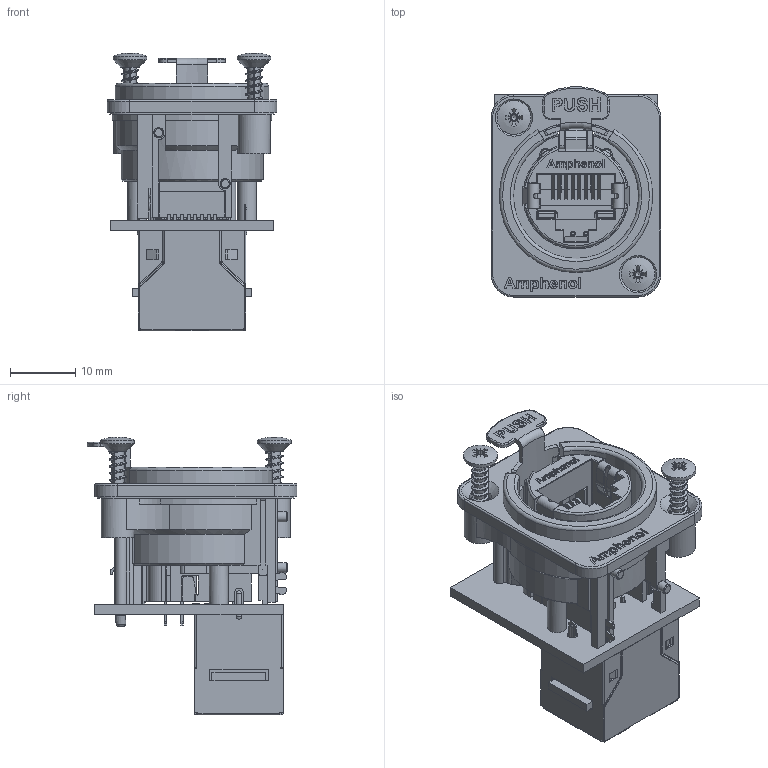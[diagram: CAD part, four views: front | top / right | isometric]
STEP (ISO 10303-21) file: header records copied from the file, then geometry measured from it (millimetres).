
FILE_DESCRIPTION((''),'2;1');
FILE_NAME('RJX8FD5T.stp','2016-12-21T09:38:12',('thien'),(''),'Autodesk Inventor 2012','Autodesk Inventor 2012','');
FILE_SCHEMA(('CONFIG_CONTROL_DESIGN'));
Length unit declared in the file: millimetre
Products named in the file (18): XLRnet D shell feed through; 53480107-330; 51270129-530; 52590045-730-02; 52080006-331; 50300303-030; 51560113-930; 50300362-030; 50300374-030; 50300303-030_MIR; 51560116-930; ALR-C104-000-0X-REV1_ALR-C104-000-00FT; RJHSE3387_Without boardlocks; RJHS238021_Without Boardlocks; CONTACT SHORT LONG; CONTACT SHORT short; RJHS238401; 52500011-330
Assembly tree (24 placements, depth 4):
  XLRnet D shell feed through
    53480107-330
    51270129-530
    52590045-730-02
    52080006-331
    50300303-030
    51560113-930
    50300362-030
    50300374-030
    50300303-030_MIR
    51560116-930
      ALR-C104-000-0X-REV1_ALR-C104-000-00FT
      RJHSE3387_Without boardlocks
        RJHS238021_Without Boardlocks
        CONTACT SHORT LONG  x4
        CONTACT SHORT short  x4
        RJHS238401
    52500011-330  x2
Bounding box: 26 x 32.18 x 42.57 mm (x, y, z)
Volume: 7940.4 mm3; surface area: 17029.2 mm2
Topology: 22 solids, 22 shells, 3808 faces, 10145 edges, 6447 vertices
Faces by surface type: plane 2210, bspline 719, cylinder 690, cone 95, torus 71, sphere 23
Full cylindrical faces by diameter (mm): 0.8 x16, 1.2 x1, 1.5 x2, 1.55 x4, 1.6 x4, 1.7 x2, 2.9 x2, 3.4 x2, 5 x1, 5.2 x2
Entity records: 132143 total; most frequent: CARTESIAN_POINT 53606, ORIENTED_EDGE 17362, DIRECTION 14135, EDGE_CURVE 8681, VECTOR 6047, LINE 6047, VERTEX_POINT 5589, AXIS2_PLACEMENT_3D 4044
